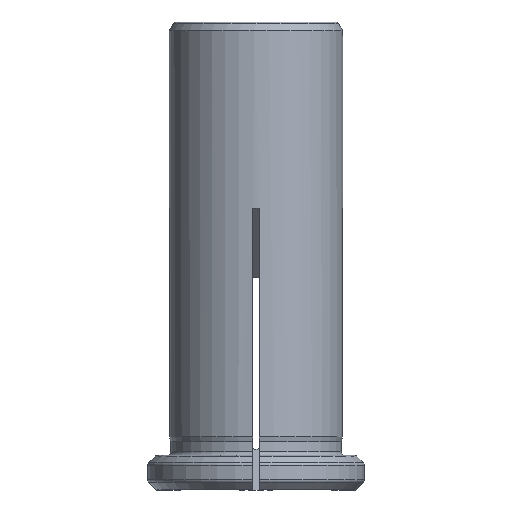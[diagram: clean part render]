
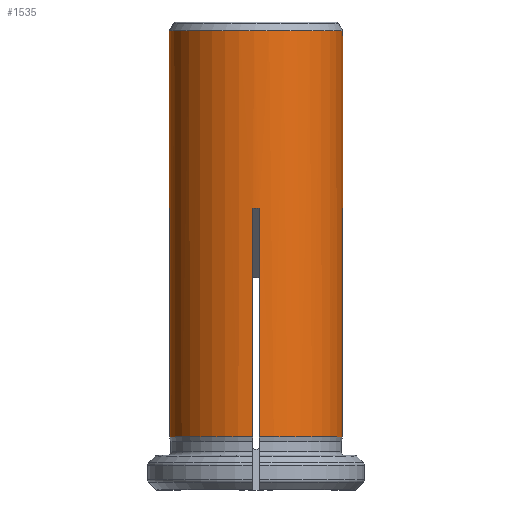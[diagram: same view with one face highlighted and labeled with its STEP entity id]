
A CAD part, front view. The second image highlights one B-rep face of the part: STEP entity #1535.
In plain terms, the highlighted cylindrical face has radius 10 mm (diameter 20 mm), a full revolution.
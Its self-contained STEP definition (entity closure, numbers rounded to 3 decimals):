
#186=CIRCLE('',#1619,10.);
#197=CIRCLE('',#1641,10.);
#208=CIRCLE('',#1663,10.);
#221=CIRCLE('',#1688,10.);
#229=CIRCLE('',#1703,10.);
#239=ELLIPSE('',#1711,14.142,10.);
#240=ELLIPSE('',#1712,14.142,10.);
#241=ELLIPSE('',#1713,14.142,10.);
#242=ELLIPSE('',#1714,14.142,10.);
#514=ORIENTED_EDGE('',*,*,#913,.T.);
#515=ORIENTED_EDGE('',*,*,#832,.F.);
#516=ORIENTED_EDGE('',*,*,#923,.T.);
#517=ORIENTED_EDGE('',*,*,#924,.T.);
#518=ORIENTED_EDGE('',*,*,#925,.F.);
#519=ORIENTED_EDGE('',*,*,#800,.F.);
#520=ORIENTED_EDGE('',*,*,#926,.T.);
#521=ORIENTED_EDGE('',*,*,#927,.T.);
#522=ORIENTED_EDGE('',*,*,#928,.F.);
#523=ORIENTED_EDGE('',*,*,#900,.F.);
#524=ORIENTED_EDGE('',*,*,#929,.T.);
#525=ORIENTED_EDGE('',*,*,#930,.T.);
#526=ORIENTED_EDGE('',*,*,#931,.F.);
#527=ORIENTED_EDGE('',*,*,#865,.F.);
#528=ORIENTED_EDGE('',*,*,#932,.T.);
#529=ORIENTED_EDGE('',*,*,#933,.T.);
#530=ORIENTED_EDGE('',*,*,#934,.F.);
#800=EDGE_CURVE('',#1021,#1020,#186,.F.);
#832=EDGE_CURVE('',#1042,#1043,#197,.F.);
#865=EDGE_CURVE('',#1064,#1065,#208,.F.);
#900=EDGE_CURVE('',#1088,#1089,#221,.F.);
#913=EDGE_CURVE('',#1101,#1101,#229,.T.);
#923=EDGE_CURVE('',#1042,#1103,#1163,.T.);
#924=EDGE_CURVE('',#1103,#1104,#239,.T.);
#925=EDGE_CURVE('',#1020,#1104,#1164,.T.);
#926=EDGE_CURVE('',#1021,#1105,#1165,.T.);
#927=EDGE_CURVE('',#1105,#1106,#240,.T.);
#928=EDGE_CURVE('',#1089,#1106,#1166,.T.);
#929=EDGE_CURVE('',#1088,#1107,#1167,.T.);
#930=EDGE_CURVE('',#1107,#1108,#241,.T.);
#931=EDGE_CURVE('',#1065,#1108,#1168,.T.);
#932=EDGE_CURVE('',#1064,#1109,#1169,.T.);
#933=EDGE_CURVE('',#1109,#1110,#242,.T.);
#934=EDGE_CURVE('',#1043,#1110,#1170,.T.);
#1020=VERTEX_POINT('',#2379);
#1021=VERTEX_POINT('',#2384);
#1042=VERTEX_POINT('',#2493);
#1043=VERTEX_POINT('',#2495);
#1064=VERTEX_POINT('',#2607);
#1065=VERTEX_POINT('',#2609);
#1088=VERTEX_POINT('',#2726);
#1089=VERTEX_POINT('',#2728);
#1101=VERTEX_POINT('',#2775);
#1103=VERTEX_POINT('',#2817);
#1104=VERTEX_POINT('',#2819);
#1105=VERTEX_POINT('',#2822);
#1106=VERTEX_POINT('',#2824);
#1107=VERTEX_POINT('',#2827);
#1108=VERTEX_POINT('',#2829);
#1109=VERTEX_POINT('',#2832);
#1110=VERTEX_POINT('',#2834);
#1163=LINE('',#2816,#1239);
#1164=LINE('',#2820,#1240);
#1165=LINE('',#2821,#1241);
#1166=LINE('',#2825,#1242);
#1167=LINE('',#2826,#1243);
#1168=LINE('',#2830,#1244);
#1169=LINE('',#2831,#1245);
#1170=LINE('',#2835,#1246);
#1239=VECTOR('',#2073,1000.);
#1240=VECTOR('',#2076,1000.);
#1241=VECTOR('',#2077,1000.);
#1242=VECTOR('',#2080,1000.);
#1243=VECTOR('',#2081,1000.);
#1244=VECTOR('',#2084,1000.);
#1245=VECTOR('',#2085,1000.);
#1246=VECTOR('',#2088,1000.);
#1337=EDGE_LOOP('',(#514));
#1338=EDGE_LOOP('',(#515,#516,#517,#518,#519,#520,#521,#522,#523,#524,#525,
#526,#527,#528,#529,#530));
#1433=FACE_BOUND('',#1337,.T.);
#1434=FACE_BOUND('',#1338,.T.);
#1469=CYLINDRICAL_SURFACE('',#1710,10.);
#1535=ADVANCED_FACE('',(#1433,#1434),#1469,.T.);
#1619=AXIS2_PLACEMENT_3D('',#2385,#1871,#1872);
#1641=AXIS2_PLACEMENT_3D('',#2494,#1921,#1922);
#1663=AXIS2_PLACEMENT_3D('',#2608,#1971,#1972);
#1688=AXIS2_PLACEMENT_3D('',#2727,#2027,#2028);
#1703=AXIS2_PLACEMENT_3D('',#2774,#2057,#2058);
#1710=AXIS2_PLACEMENT_3D('',#2815,#2071,#2072);
#1711=AXIS2_PLACEMENT_3D('',#2818,#2074,#2075);
#1712=AXIS2_PLACEMENT_3D('',#2823,#2078,#2079);
#1713=AXIS2_PLACEMENT_3D('',#2828,#2082,#2083);
#1714=AXIS2_PLACEMENT_3D('',#2833,#2086,#2087);
#1871=DIRECTION('',(0.,0.,1.));
#1872=DIRECTION('',(1.,0.,0.));
#1921=DIRECTION('',(0.,0.,1.));
#1922=DIRECTION('',(1.,0.,0.));
#1971=DIRECTION('',(0.,0.,1.));
#1972=DIRECTION('',(1.,0.,0.));
#2027=DIRECTION('',(0.,0.,1.));
#2028=DIRECTION('',(1.,0.,0.));
#2057=DIRECTION('',(0.,0.,-1.));
#2058=DIRECTION('',(-1.,0.,0.));
#2071=DIRECTION('',(0.,0.,1.));
#2072=DIRECTION('',(1.,0.,0.));
#2073=DIRECTION('',(0.,0.,1.));
#2074=DIRECTION('',(0.,0.707,0.707));
#2075=DIRECTION('',(0.,-0.707,0.707));
#2076=DIRECTION('',(0.,0.,1.));
#2077=DIRECTION('',(0.,0.,1.));
#2078=DIRECTION('',(-0.707,0.,0.707));
#2079=DIRECTION('',(0.707,0.,0.707));
#2080=DIRECTION('',(0.,0.,1.));
#2081=DIRECTION('',(0.,0.,1.));
#2082=DIRECTION('',(0.,-0.707,0.707));
#2083=DIRECTION('',(0.,0.707,0.707));
#2084=DIRECTION('',(0.,0.,1.));
#2085=DIRECTION('',(0.,0.,1.));
#2086=DIRECTION('',(0.707,0.,0.707));
#2087=DIRECTION('',(-0.707,0.,0.707));
#2088=DIRECTION('',(0.,0.,1.));
#2379=CARTESIAN_POINT('',(0.4,-9.992,2.127));
#2384=CARTESIAN_POINT('',(9.992,-0.4,2.127));
#2385=CARTESIAN_POINT('',(0.,0.,2.127));
#2493=CARTESIAN_POINT('',(-0.4,-9.992,2.127));
#2494=CARTESIAN_POINT('',(0.,0.,2.127));
#2495=CARTESIAN_POINT('',(-9.992,-0.4,2.127));
#2607=CARTESIAN_POINT('',(-9.992,0.4,2.127));
#2608=CARTESIAN_POINT('',(0.,0.,2.127));
#2609=CARTESIAN_POINT('',(-0.4,9.992,2.127));
#2726=CARTESIAN_POINT('',(0.4,9.992,2.127));
#2727=CARTESIAN_POINT('',(0.,0.,2.127));
#2728=CARTESIAN_POINT('',(9.992,0.4,2.127));
#2774=CARTESIAN_POINT('',(0.,0.,48.973));
#2775=CARTESIAN_POINT('',(-10.,0.,48.973));
#2815=CARTESIAN_POINT('',(0.,0.,60.));
#2816=CARTESIAN_POINT('',(-0.4,-9.992,60.));
#2817=CARTESIAN_POINT('',(-0.4,-9.992,28.492));
#2818=CARTESIAN_POINT('',(0.,0.,18.5));
#2819=CARTESIAN_POINT('',(0.4,-9.992,28.492));
#2820=CARTESIAN_POINT('',(0.4,-9.992,60.));
#2821=CARTESIAN_POINT('',(9.992,-0.4,60.));
#2822=CARTESIAN_POINT('',(9.992,-0.4,28.492));
#2823=CARTESIAN_POINT('',(0.,0.,18.5));
#2824=CARTESIAN_POINT('',(9.992,0.4,28.492));
#2825=CARTESIAN_POINT('',(9.992,0.4,60.));
#2826=CARTESIAN_POINT('',(0.4,9.992,60.));
#2827=CARTESIAN_POINT('',(0.4,9.992,28.492));
#2828=CARTESIAN_POINT('',(0.,0.,18.5));
#2829=CARTESIAN_POINT('',(-0.4,9.992,28.492));
#2830=CARTESIAN_POINT('',(-0.4,9.992,60.));
#2831=CARTESIAN_POINT('',(-9.992,0.4,60.));
#2832=CARTESIAN_POINT('',(-9.992,0.4,28.492));
#2833=CARTESIAN_POINT('',(0.,0.,18.5));
#2834=CARTESIAN_POINT('',(-9.992,-0.4,28.492));
#2835=CARTESIAN_POINT('',(-9.992,-0.4,60.));
